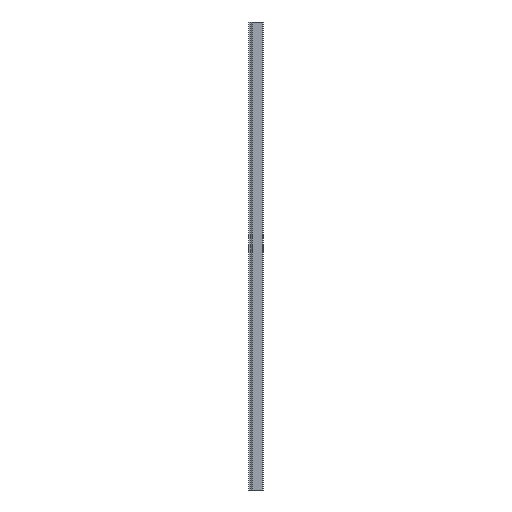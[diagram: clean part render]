
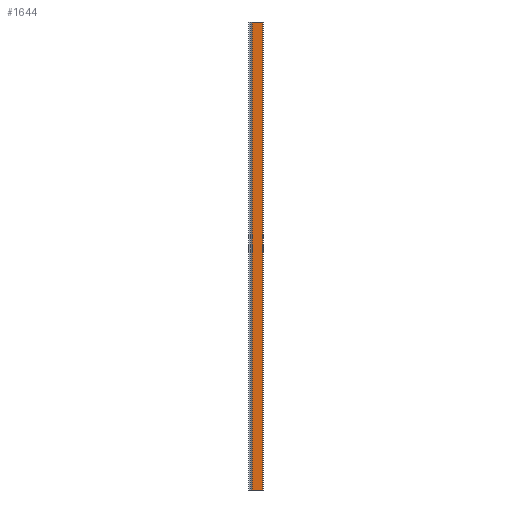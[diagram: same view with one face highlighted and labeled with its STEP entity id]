
A CAD part, left-side view. The second image highlights one B-rep face of the part: STEP entity #1644.
In plain terms, the highlighted planar face has unit normal (-1, 0, 0).
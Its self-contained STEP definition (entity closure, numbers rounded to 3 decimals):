
#2 = AXIS2_PLACEMENT_3D ( 'NONE', #2050, #1184, #2442 ) ;
#36 = CARTESIAN_POINT ( 'NONE',  ( 40.931, 0.5, 500. ) ) ;
#129 = CARTESIAN_POINT ( 'NONE',  ( 40.931, 44.631, 0. ) ) ;
#215 = VECTOR ( 'NONE', #480, 1000. ) ;
#283 = LINE ( 'NONE', #968, #2459 ) ;
#294 = EDGE_CURVE ( 'NONE', #958, #659, #1415, .T. ) ;
#365 = DIRECTION ( 'NONE',  ( 0., 0., -1. ) ) ;
#480 = DIRECTION ( 'NONE',  ( 0., 1., 0. ) ) ;
#568 = VECTOR ( 'NONE', #2607, 1000. ) ;
#573 = LINE ( 'NONE', #1392, #568 ) ;
#659 = VERTEX_POINT ( 'NONE', #2472 ) ;
#665 = ORIENTED_EDGE ( 'NONE', *, *, #1873, .F. ) ;
#791 = ORIENTED_EDGE ( 'NONE', *, *, #294, .T. ) ;
#814 = VERTEX_POINT ( 'NONE', #129 ) ;
#920 = ORIENTED_EDGE ( 'NONE', *, *, #1381, .T. ) ;
#958 = VERTEX_POINT ( 'NONE', #1972 ) ;
#968 = CARTESIAN_POINT ( 'NONE',  ( 40.931, 44.631, 500. ) ) ;
#970 = DIRECTION ( 'NONE',  ( 0., 0., 1. ) ) ;
#1027 = ORIENTED_EDGE ( 'NONE', *, *, #2697, .T. ) ;
#1184 = DIRECTION ( 'NONE',  ( -1., 0., 0. ) ) ;
#1344 = FACE_OUTER_BOUND ( 'NONE', #2059, .T. ) ;
#1381 = EDGE_CURVE ( 'NONE', #2485, #814, #283, .T. ) ;
#1392 = CARTESIAN_POINT ( 'NONE',  ( 40.931, 0., 0. ) ) ;
#1415 = LINE ( 'NONE', #36, #1918 ) ;
#1456 = CARTESIAN_POINT ( 'NONE',  ( 40.931, 44.631, 2000. ) ) ;
#1523 = PLANE ( 'NONE',  #2 ) ;
#1644 = ADVANCED_FACE ( 'NONE', ( #1344 ), #1523, .T. ) ;
#1873 = EDGE_CURVE ( 'NONE', #958, #814, #573, .T. ) ;
#1918 = VECTOR ( 'NONE', #970, 1000. ) ;
#1972 = CARTESIAN_POINT ( 'NONE',  ( 40.931, 0.5, 0. ) ) ;
#2050 = CARTESIAN_POINT ( 'NONE',  ( 40.931, 60., 500. ) ) ;
#2059 = EDGE_LOOP ( 'NONE', ( #1027, #920, #665, #791 ) ) ;
#2237 = LINE ( 'NONE', #2382, #215 ) ;
#2382 = CARTESIAN_POINT ( 'NONE',  ( 40.931, 0.5, 2000. ) ) ;
#2442 = DIRECTION ( 'NONE',  ( 0., 0., 1. ) ) ;
#2459 = VECTOR ( 'NONE', #365, 1000. ) ;
#2472 = CARTESIAN_POINT ( 'NONE',  ( 40.931, 0.5, 2000. ) ) ;
#2485 = VERTEX_POINT ( 'NONE', #1456 ) ;
#2607 = DIRECTION ( 'NONE',  ( 0., 1., 0. ) ) ;
#2697 = EDGE_CURVE ( 'NONE', #659, #2485, #2237, .T. ) ;
